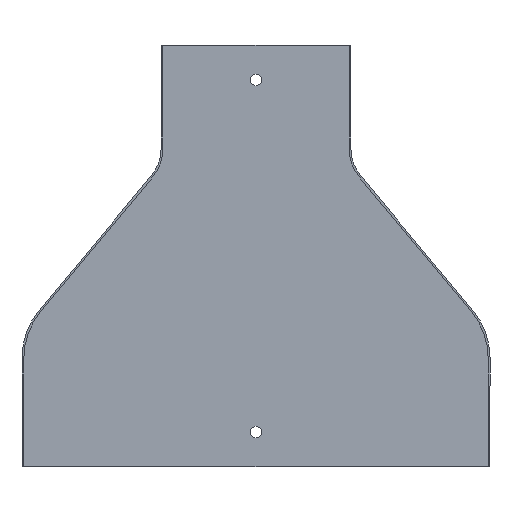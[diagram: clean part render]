
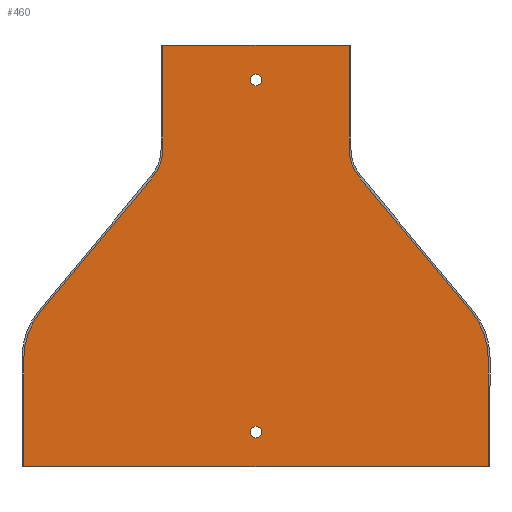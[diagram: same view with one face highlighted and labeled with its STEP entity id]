
A CAD part, front view. The second image highlights one B-rep face of the part: STEP entity #460.
In plain terms, the highlighted planar face has unit normal (0, -1, 0).
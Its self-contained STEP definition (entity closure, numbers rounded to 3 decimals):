
#27 = DIRECTION ( 'NONE',  ( 1., 0., 0. ) ) ;
#49 = CARTESIAN_POINT ( 'NONE',  ( -41., 0., 0. ) ) ;
#77 = EDGE_CURVE ( 'NONE', #252, #245, #190, .T. ) ;
#143 = AXIS2_PLACEMENT_3D ( 'NONE', #798, #799, #800 ) ;
#145 = AXIS2_PLACEMENT_3D ( 'NONE', #792, #793, #794 ) ;
#146 = AXIS2_PLACEMENT_3D ( 'NONE', #787, #788, #789 ) ;
#147 = AXIS2_PLACEMENT_3D ( 'NONE', #780, #781, #782 ) ;
#148 = AXIS2_PLACEMENT_3D ( 'NONE', #776, #777, #778 ) ;
#149 = AXIS2_PLACEMENT_3D ( 'NONE', #772, #773, #774 ) ;
#162 = AXIS2_PLACEMENT_3D ( 'NONE', #675, #665, #671 ) ;
#183 = VECTOR ( 'NONE', #27, 1000. ) ;
#190 = LINE ( 'NONE', #49, #183 ) ;
#209 = VERTEX_POINT ( 'NONE', #522 ) ;
#211 = VERTEX_POINT ( 'NONE', #559 ) ;
#212 = VERTEX_POINT ( 'NONE', #531 ) ;
#213 = VERTEX_POINT ( 'NONE', #509 ) ;
#216 = VERTEX_POINT ( 'NONE', #648 ) ;
#217 = VERTEX_POINT ( 'NONE', #647 ) ;
#221 = VERTEX_POINT ( 'NONE', #637 ) ;
#223 = VERTEX_POINT ( 'NONE', #638 ) ;
#224 = VERTEX_POINT ( 'NONE', #633 ) ;
#225 = VERTEX_POINT ( 'NONE', #632 ) ;
#245 = VERTEX_POINT ( 'NONE', #598 ) ;
#252 = VERTEX_POINT ( 'NONE', #615 ) ;
#319 = ORIENTED_EDGE ( 'NONE', *, *, #766, .T. ) ;
#320 = ORIENTED_EDGE ( 'NONE', *, *, #765, .T. ) ;
#321 = ORIENTED_EDGE ( 'NONE', *, *, #764, .T. ) ;
#322 = ORIENTED_EDGE ( 'NONE', *, *, #739, .F. ) ;
#323 = ORIENTED_EDGE ( 'NONE', *, *, #763, .T. ) ;
#324 = ORIENTED_EDGE ( 'NONE', *, *, #762, .T. ) ;
#325 = ORIENTED_EDGE ( 'NONE', *, *, #761, .T. ) ;
#327 = ORIENTED_EDGE ( 'NONE', *, *, #760, .T. ) ;
#328 = ORIENTED_EDGE ( 'NONE', *, *, #759, .T. ) ;
#329 = ORIENTED_EDGE ( 'NONE', *, *, #77, .F. ) ;
#330 = ORIENTED_EDGE ( 'NONE', *, *, #758, .T. ) ;
#331 = ORIENTED_EDGE ( 'NONE', *, *, #757, .T. ) ;
#332 = ORIENTED_EDGE ( 'NONE', *, *, #756, .T. ) ;
#333 = ORIENTED_EDGE ( 'NONE', *, *, #755, .T. ) ;
#413 = EDGE_LOOP ( 'NONE', ( #331, #330, #329, #328, #327, #325, #324, #323, #322, #321, #320, #319 ) ) ;
#415 = EDGE_LOOP ( 'NONE', ( #332 ) ) ;
#421 = EDGE_LOOP ( 'NONE', ( #333 ) ) ;
#441 = CARTESIAN_POINT ( 'NONE',  ( -44.557, 0., -56.898 ) ) ;
#460 = ADVANCED_FACE ( 'NONE', ( #930, #927, #929 ), #673, .F. ) ;
#488 = DIRECTION ( 'NONE',  ( -1., 0., 0. ) ) ;
#505 = CARTESIAN_POINT ( 'NONE',  ( -101., 0., -182. ) ) ;
#509 = CARTESIAN_POINT ( 'NONE',  ( -44.557, 0., -56.898 ) ) ;
#522 = CARTESIAN_POINT ( 'NONE',  ( 92.969, 0., -114.991 ) ) ;
#531 = CARTESIAN_POINT ( 'NONE',  ( -92.969, 0., -114.991 ) ) ;
#559 = CARTESIAN_POINT ( 'NONE',  ( -100.2, 0., -134.965 ) ) ;
#598 = CARTESIAN_POINT ( 'NONE',  ( 40.2, 0., 0. ) ) ;
#615 = CARTESIAN_POINT ( 'NONE',  ( -40.2, 0., 0. ) ) ;
#632 = CARTESIAN_POINT ( 'NONE',  ( 100.2, 0., -182. ) ) ;
#633 = CARTESIAN_POINT ( 'NONE',  ( -100.2, 0., -182. ) ) ;
#637 = CARTESIAN_POINT ( 'NONE',  ( -40.2, 0., -44.863 ) ) ;
#638 = CARTESIAN_POINT ( 'NONE',  ( 40.2, 0., -44.863 ) ) ;
#647 = CARTESIAN_POINT ( 'NONE',  ( 44.557, 0., -56.898 ) ) ;
#648 = CARTESIAN_POINT ( 'NONE',  ( 100.2, 0., -134.965 ) ) ;
#665 = DIRECTION ( 'NONE',  ( 0., 1., 0. ) ) ;
#671 = DIRECTION ( 'NONE',  ( 0., 0., 1. ) ) ;
#673 = PLANE ( 'NONE',  #162 ) ;
#675 = CARTESIAN_POINT ( 'NONE',  ( -59., 0., -44.863 ) ) ;
#739 = EDGE_CURVE ( 'NONE', #225, #224, #882, .T. ) ;
#755 = EDGE_CURVE ( 'NONE', #833, #833, #853, .T. ) ;
#756 = EDGE_CURVE ( 'NONE', #832, #832, #852, .T. ) ;
#757 = EDGE_CURVE ( 'NONE', #217, #223, #851, .T. ) ;
#758 = EDGE_CURVE ( 'NONE', #223, #245, #862, .T. ) ;
#759 = EDGE_CURVE ( 'NONE', #252, #221, #855, .T. ) ;
#760 = EDGE_CURVE ( 'NONE', #221, #213, #849, .T. ) ;
#761 = EDGE_CURVE ( 'NONE', #213, #212, #847, .T. ) ;
#762 = EDGE_CURVE ( 'NONE', #212, #211, #845, .T. ) ;
#763 = EDGE_CURVE ( 'NONE', #211, #224, #843, .T. ) ;
#764 = EDGE_CURVE ( 'NONE', #225, #216, #842, .T. ) ;
#765 = EDGE_CURVE ( 'NONE', #216, #209, #840, .T. ) ;
#766 = EDGE_CURVE ( 'NONE', #209, #217, #838, .T. ) ;
#771 = DIRECTION ( 'NONE',  ( 0., 0., 1. ) ) ;
#772 = CARTESIAN_POINT ( 'NONE',  ( 0., 0., -15. ) ) ;
#773 = DIRECTION ( 'NONE',  ( 0., 1., 0. ) ) ;
#774 = DIRECTION ( 'NONE',  ( 0., 0., 1. ) ) ;
#775 = DIRECTION ( 'NONE',  ( -0.64, 0., -0.768 ) ) ;
#776 = CARTESIAN_POINT ( 'NONE',  ( 0., 0., -167. ) ) ;
#777 = DIRECTION ( 'NONE',  ( 0., 1., 0. ) ) ;
#778 = DIRECTION ( 'NONE',  ( 0., 0., 1. ) ) ;
#779 = CARTESIAN_POINT ( 'NONE',  ( 40.2, 0., -44.863 ) ) ;
#780 = CARTESIAN_POINT ( 'NONE',  ( 59., 0., -44.863 ) ) ;
#781 = DIRECTION ( 'NONE',  ( 0., 1., 0. ) ) ;
#782 = DIRECTION ( 'NONE',  ( 0., 0., 1. ) ) ;
#783 = CARTESIAN_POINT ( 'NONE',  ( -40.2, 0., -44.863 ) ) ;
#784 = DIRECTION ( 'NONE',  ( 0., 0., -1. ) ) ;
#785 = CARTESIAN_POINT ( 'NONE',  ( -100.2, 0., -44.863 ) ) ;
#786 = DIRECTION ( 'NONE',  ( 0., 0., -1. ) ) ;
#787 = CARTESIAN_POINT ( 'NONE',  ( -59., 0., -44.863 ) ) ;
#788 = DIRECTION ( 'NONE',  ( 0., 1., 0. ) ) ;
#789 = DIRECTION ( 'NONE',  ( 0., 0., 1. ) ) ;
#790 = CARTESIAN_POINT ( 'NONE',  ( -3.803, 0., 1.135 ) ) ;
#791 = DIRECTION ( 'NONE',  ( -0.64, 0., 0.768 ) ) ;
#792 = CARTESIAN_POINT ( 'NONE',  ( -69., 0., -134.965 ) ) ;
#793 = DIRECTION ( 'NONE',  ( 0., -1., 0. ) ) ;
#794 = DIRECTION ( 'NONE',  ( 0., 0., 1. ) ) ;
#795 = CARTESIAN_POINT ( 'NONE',  ( 100.2, 0., -44.863 ) ) ;
#796 = DIRECTION ( 'NONE',  ( 0., 0., 1. ) ) ;
#798 = CARTESIAN_POINT ( 'NONE',  ( 69., 0., -134.965 ) ) ;
#799 = DIRECTION ( 'NONE',  ( 0., -1., 0. ) ) ;
#800 = DIRECTION ( 'NONE',  ( 0., 0., 1. ) ) ;
#803 = CARTESIAN_POINT ( 'NONE',  ( 0., 0., -12.5 ) ) ;
#804 = CARTESIAN_POINT ( 'NONE',  ( 0., 0., -164.5 ) ) ;
#832 = VERTEX_POINT ( 'NONE', #804 ) ;
#833 = VERTEX_POINT ( 'NONE', #803 ) ;
#836 = VECTOR ( 'NONE', #791, 1000. ) ;
#838 = LINE ( 'NONE', #790, #836 ) ;
#839 = VECTOR ( 'NONE', #796, 1000. ) ;
#840 = CIRCLE ( 'NONE', #143, 31.2 ) ;
#841 = VECTOR ( 'NONE', #786, 1000. ) ;
#842 = LINE ( 'NONE', #795, #839 ) ;
#843 = LINE ( 'NONE', #785, #841 ) ;
#844 = VECTOR ( 'NONE', #775, 1000. ) ;
#845 = CIRCLE ( 'NONE', #145, 31.2 ) ;
#847 = LINE ( 'NONE', #441, #844 ) ;
#848 = VECTOR ( 'NONE', #784, 1000. ) ;
#849 = CIRCLE ( 'NONE', #146, 18.8 ) ;
#850 = VECTOR ( 'NONE', #771, 1000. ) ;
#851 = CIRCLE ( 'NONE', #147, 18.8 ) ;
#852 = CIRCLE ( 'NONE', #148, 2.5 ) ;
#853 = CIRCLE ( 'NONE', #149, 2.5 ) ;
#855 = LINE ( 'NONE', #783, #848 ) ;
#862 = LINE ( 'NONE', #779, #850 ) ;
#879 = VECTOR ( 'NONE', #488, 1000. ) ;
#882 = LINE ( 'NONE', #505, #879 ) ;
#927 = FACE_BOUND ( 'NONE', #415, .T. ) ;
#929 = FACE_OUTER_BOUND ( 'NONE', #413, .T. ) ;
#930 = FACE_BOUND ( 'NONE', #421, .T. ) ;
